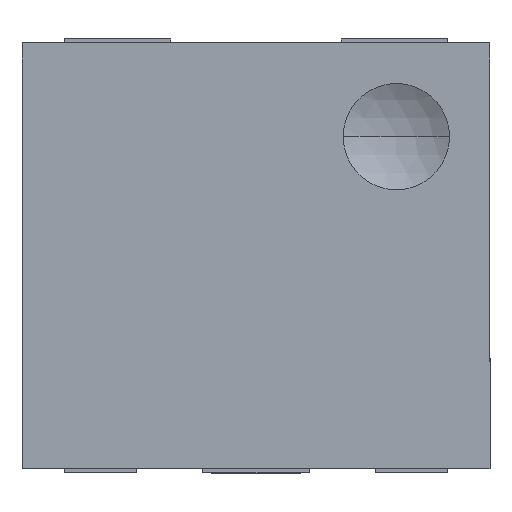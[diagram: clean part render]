
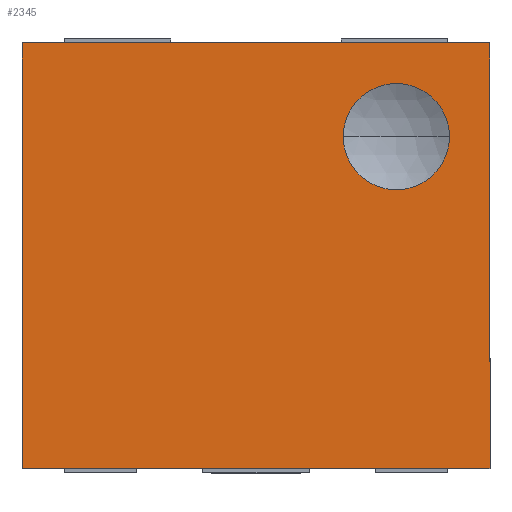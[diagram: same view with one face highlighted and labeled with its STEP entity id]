
A CAD part, top view. The second image highlights one B-rep face of the part: STEP entity #2345.
In plain terms, the highlighted planar face has unit normal (0, 0, 1).
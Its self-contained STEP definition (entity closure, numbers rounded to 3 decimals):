
#10 = VECTOR ( 'NONE', #2459, 1000. ) ;
#24 = EDGE_CURVE ( 'NONE', #1689, #2387, #1805, .T. ) ;
#133 = DIRECTION ( 'NONE',  ( -1., 0., 0. ) ) ;
#197 = ORIENTED_EDGE ( 'NONE', *, *, #2713, .T. ) ;
#322 = CARTESIAN_POINT ( 'NONE',  ( 0.33, 0.28, 0.47 ) ) ;
#339 = CARTESIAN_POINT ( 'NONE',  ( 0.55, 0.5, 0.47 ) ) ;
#530 = CARTESIAN_POINT ( 'NONE',  ( -0.55, -0.5, 0.47 ) ) ;
#535 = VERTEX_POINT ( 'NONE', #1006 ) ;
#548 = ORIENTED_EDGE ( 'NONE', *, *, #1019, .T. ) ;
#621 = DIRECTION ( 'NONE',  ( 0., 0., -1. ) ) ;
#686 = ORIENTED_EDGE ( 'NONE', *, *, #1490, .T. ) ;
#705 = FACE_OUTER_BOUND ( 'NONE', #1931, .T. ) ;
#744 = CARTESIAN_POINT ( 'NONE',  ( 0.55, 0.5, 0.47 ) ) ;
#759 = VECTOR ( 'NONE', #1766, 1000. ) ;
#803 = CARTESIAN_POINT ( 'NONE',  ( -0.55, 0.5, 0.47 ) ) ;
#826 = VECTOR ( 'NONE', #2794, 1000. ) ;
#837 = VERTEX_POINT ( 'NONE', #2091 ) ;
#1002 = EDGE_CURVE ( 'NONE', #1443, #1689, #1716, .T. ) ;
#1006 = CARTESIAN_POINT ( 'NONE',  ( -0.55, 0.5, 0.47 ) ) ;
#1019 = EDGE_CURVE ( 'NONE', #535, #1443, #1275, .T. ) ;
#1078 = ORIENTED_EDGE ( 'NONE', *, *, #24, .T. ) ;
#1147 = CARTESIAN_POINT ( 'NONE',  ( 0.33, 0.28, 0.47 ) ) ;
#1160 = DIRECTION ( 'NONE',  ( 0., 0., -1. ) ) ;
#1176 = CIRCLE ( 'NONE', #1225, 0.125 ) ;
#1211 = PLANE ( 'NONE',  #3033 ) ;
#1225 = AXIS2_PLACEMENT_3D ( 'NONE', #1147, #1160, #2079 ) ;
#1275 = LINE ( 'NONE', #803, #759 ) ;
#1305 = DIRECTION ( 'NONE',  ( -1., 0., 0. ) ) ;
#1375 = EDGE_CURVE ( 'NONE', #837, #1710, #1176, .T. ) ;
#1443 = VERTEX_POINT ( 'NONE', #2064 ) ;
#1490 = EDGE_CURVE ( 'NONE', #1710, #837, #1711, .T. ) ;
#1582 = EDGE_LOOP ( 'NONE', ( #686, #1988 ) ) ;
#1689 = VERTEX_POINT ( 'NONE', #2426 ) ;
#1710 = VERTEX_POINT ( 'NONE', #2178 ) ;
#1711 = CIRCLE ( 'NONE', #1823, 0.125 ) ;
#1716 = LINE ( 'NONE', #530, #10 ) ;
#1766 = DIRECTION ( 'NONE',  ( 0., -1., 0. ) ) ;
#1805 = LINE ( 'NONE', #339, #826 ) ;
#1823 = AXIS2_PLACEMENT_3D ( 'NONE', #322, #621, #1305 ) ;
#1922 = FACE_BOUND ( 'NONE', #1582, .T. ) ;
#1931 = EDGE_LOOP ( 'NONE', ( #1078, #197, #548, #2950 ) ) ;
#1971 = CARTESIAN_POINT ( 'NONE',  ( -0.55, 0.5, 0.47 ) ) ;
#1988 = ORIENTED_EDGE ( 'NONE', *, *, #1375, .T. ) ;
#2064 = CARTESIAN_POINT ( 'NONE',  ( -0.55, -0.5, 0.47 ) ) ;
#2079 = DIRECTION ( 'NONE',  ( -1., 0., 0. ) ) ;
#2091 = CARTESIAN_POINT ( 'NONE',  ( 0.205, 0.28, 0.47 ) ) ;
#2147 = DIRECTION ( 'NONE',  ( 1., 0., 0. ) ) ;
#2178 = CARTESIAN_POINT ( 'NONE',  ( 0.455, 0.28, 0.47 ) ) ;
#2345 = ADVANCED_FACE ( 'NONE', ( #1922, #705 ), #1211, .T. ) ;
#2347 = CARTESIAN_POINT ( 'NONE',  ( 0., 0., 0.47 ) ) ;
#2387 = VERTEX_POINT ( 'NONE', #744 ) ;
#2426 = CARTESIAN_POINT ( 'NONE',  ( 0.55, -0.5, 0.47 ) ) ;
#2442 = LINE ( 'NONE', #1971, #2736 ) ;
#2459 = DIRECTION ( 'NONE',  ( 1., 0., 0. ) ) ;
#2713 = EDGE_CURVE ( 'NONE', #2387, #535, #2442, .T. ) ;
#2736 = VECTOR ( 'NONE', #133, 1000. ) ;
#2794 = DIRECTION ( 'NONE',  ( 0., 1., 0. ) ) ;
#2855 = DIRECTION ( 'NONE',  ( 0., 0., 1. ) ) ;
#2950 = ORIENTED_EDGE ( 'NONE', *, *, #1002, .T. ) ;
#3033 = AXIS2_PLACEMENT_3D ( 'NONE', #2347, #2855, #2147 ) ;
